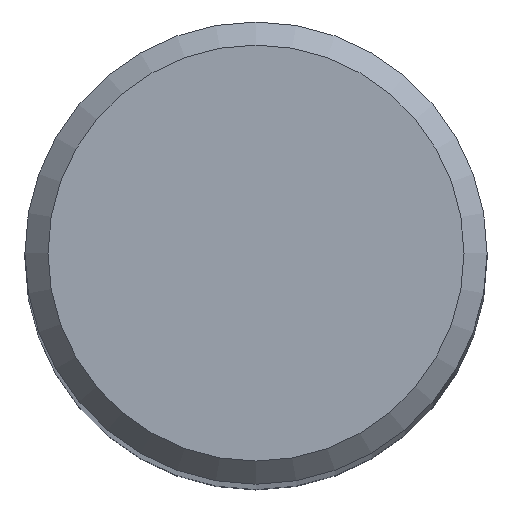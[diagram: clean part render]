
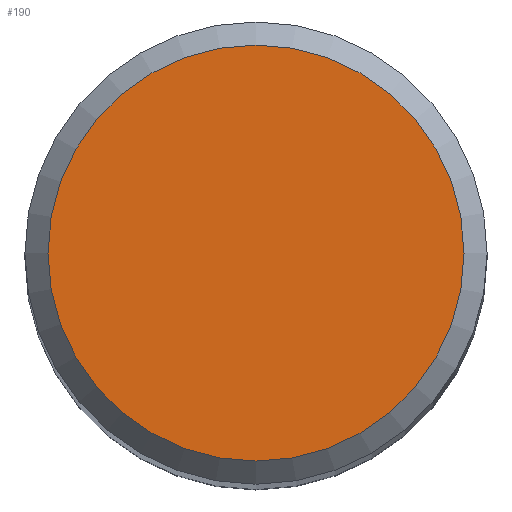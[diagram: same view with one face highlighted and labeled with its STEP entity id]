
A CAD part, top view. The second image highlights one B-rep face of the part: STEP entity #190.
In plain terms, the highlighted planar face has unit normal (0, 0, 1).
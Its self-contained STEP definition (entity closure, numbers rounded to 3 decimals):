
#1 = CARTESIAN_POINT ( 'NONE',  ( 0., 4.5, 72. ) ) ;
#28 = VERTEX_POINT ( 'NONE', #1 ) ;
#32 = PLANE ( 'NONE',  #179 ) ;
#46 = EDGE_LOOP ( 'NONE', ( #164 ) ) ;
#52 = CARTESIAN_POINT ( 'NONE',  ( 0., 0., 72. ) ) ;
#53 = CARTESIAN_POINT ( 'NONE',  ( 0., 0., 72. ) ) ;
#78 = FACE_OUTER_BOUND ( 'NONE', #46, .T. ) ;
#85 = EDGE_CURVE ( 'NONE', #28, #28, #145, .T. ) ;
#93 = DIRECTION ( 'NONE',  ( 0., 1., 0. ) ) ;
#113 = AXIS2_PLACEMENT_3D ( 'NONE', #53, #114, #175 ) ;
#114 = DIRECTION ( 'NONE',  ( 0., 0., -1. ) ) ;
#145 = CIRCLE ( 'NONE', #113, 4.5 ) ;
#153 = DIRECTION ( 'NONE',  ( 0., 0., -1. ) ) ;
#164 = ORIENTED_EDGE ( 'NONE', *, *, #85, .F. ) ;
#175 = DIRECTION ( 'NONE',  ( 0., 1., 0. ) ) ;
#179 = AXIS2_PLACEMENT_3D ( 'NONE', #52, #153, #93 ) ;
#190 = ADVANCED_FACE ( 'NONE', ( #78 ), #32, .F. ) ;
